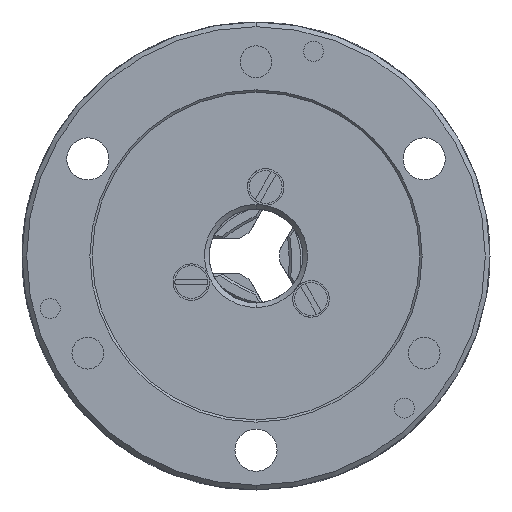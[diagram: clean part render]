
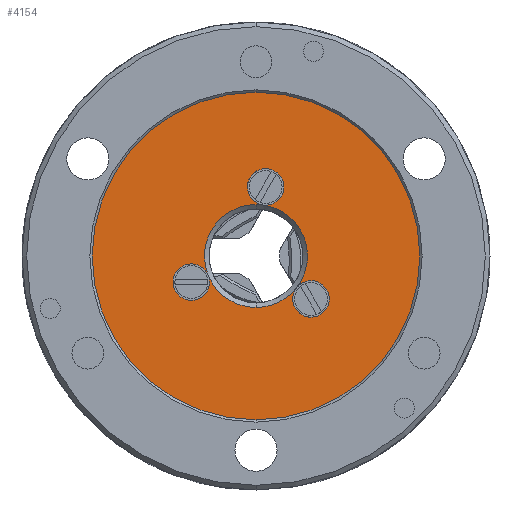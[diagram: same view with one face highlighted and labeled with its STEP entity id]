
A CAD part, front view. The second image highlights one B-rep face of the part: STEP entity #4154.
In plain terms, the highlighted planar face has unit normal (0, -1, 0).
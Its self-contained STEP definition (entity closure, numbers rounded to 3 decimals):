
#34 = CARTESIAN_POINT ( 'NONE',  ( 0., 3., 35. ) ) ;
#105 = DIRECTION ( 'NONE',  ( 0., -1., 0. ) ) ;
#118 = DIRECTION ( 'NONE',  ( 0., 1., 0. ) ) ;
#135 = CARTESIAN_POINT ( 'NONE',  ( 0., 3., 0. ) ) ;
#406 = VERTEX_POINT ( 'NONE', #8323 ) ;
#412 = CIRCLE ( 'NONE', #3046, 11. ) ;
#508 = AXIS2_PLACEMENT_3D ( 'NONE', #1900, #105, #2569 ) ;
#510 = DIRECTION ( 'NONE',  ( 0., -1., 0. ) ) ;
#536 = EDGE_CURVE ( 'NONE', #1194, #9263, #10014, .T. ) ;
#733 = ORIENTED_EDGE ( 'NONE', *, *, #1416, .F. ) ;
#799 = EDGE_CURVE ( 'NONE', #2565, #1194, #8870, .T. ) ;
#805 = CARTESIAN_POINT ( 'NONE',  ( 11.741, 3., -5.273 ) ) ;
#832 = DIRECTION ( 'NONE',  ( 0., 0., -1. ) ) ;
#835 = FACE_OUTER_BOUND ( 'NONE', #1932, .T. ) ;
#836 = EDGE_CURVE ( 'NONE', #3960, #3935, #4452, .T. ) ;
#974 = ORIENTED_EDGE ( 'NONE', *, *, #2994, .F. ) ;
#984 = CIRCLE ( 'NONE', #2139, 3.9 ) ;
#1053 = DIRECTION ( 'NONE',  ( 0., 0., -1. ) ) ;
#1135 = VERTEX_POINT ( 'NONE', #4811 ) ;
#1194 = VERTEX_POINT ( 'NONE', #4436 ) ;
#1235 = CARTESIAN_POINT ( 'NONE',  ( 11.741, 3., -9.173 ) ) ;
#1278 = ORIENTED_EDGE ( 'NONE', *, *, #9851, .F. ) ;
#1289 = DIRECTION ( 'NONE',  ( 0., 0., -1. ) ) ;
#1303 = AXIS2_PLACEMENT_3D ( 'NONE', #3150, #4628, #832 ) ;
#1416 = EDGE_CURVE ( 'NONE', #406, #7263, #3524, .T. ) ;
#1579 = CARTESIAN_POINT ( 'NONE',  ( 2.074, 3., 14.755 ) ) ;
#1654 = ORIENTED_EDGE ( 'NONE', *, *, #9979, .F. ) ;
#1684 = EDGE_CURVE ( 'NONE', #3935, #8891, #9587, .T. ) ;
#1774 = DIRECTION ( 'NONE',  ( 0., 0., -1. ) ) ;
#1785 = DIRECTION ( 'NONE',  ( 0., -1., 0. ) ) ;
#1822 = CARTESIAN_POINT ( 'NONE',  ( 2.074, 3., 10.855 ) ) ;
#1833 = AXIS2_PLACEMENT_3D ( 'NONE', #5803, #8103, #4871 ) ;
#1874 = CARTESIAN_POINT ( 'NONE',  ( 0., 3., 0. ) ) ;
#1900 = CARTESIAN_POINT ( 'NONE',  ( 0., 3., 0. ) ) ;
#1932 = EDGE_LOOP ( 'NONE', ( #2682, #1654 ) ) ;
#1963 = CARTESIAN_POINT ( 'NONE',  ( 0., 3., -11. ) ) ;
#2007 = EDGE_CURVE ( 'NONE', #8891, #9454, #4482, .T. ) ;
#2065 = DIRECTION ( 'NONE',  ( 0., 0., -1. ) ) ;
#2139 = AXIS2_PLACEMENT_3D ( 'NONE', #8135, #5680, #1053 ) ;
#2257 = CARTESIAN_POINT ( 'NONE',  ( 0., 3., -35. ) ) ;
#2281 = ORIENTED_EDGE ( 'NONE', *, *, #3918, .F. ) ;
#2308 = CARTESIAN_POINT ( 'NONE',  ( -13.815, 3., -9.482 ) ) ;
#2565 = VERTEX_POINT ( 'NONE', #1963 ) ;
#2569 = DIRECTION ( 'NONE',  ( 0., 0., -1. ) ) ;
#2603 = CARTESIAN_POINT ( 'NONE',  ( -13.815, 3., -5.582 ) ) ;
#2630 = CIRCLE ( 'NONE', #3292, 3.9 ) ;
#2682 = ORIENTED_EDGE ( 'NONE', *, *, #3865, .F. ) ;
#2686 = ORIENTED_EDGE ( 'NONE', *, *, #1684, .F. ) ;
#2740 = DIRECTION ( 'NONE',  ( 0., 0., -1. ) ) ;
#2742 = EDGE_CURVE ( 'NONE', #9454, #3935, #7273, .T. ) ;
#2994 = EDGE_CURVE ( 'NONE', #9263, #8790, #3523, .T. ) ;
#3046 = AXIS2_PLACEMENT_3D ( 'NONE', #4076, #7208, #2740 ) ;
#3150 = CARTESIAN_POINT ( 'NONE',  ( 2.074, 3., 14.755 ) ) ;
#3258 = ORIENTED_EDGE ( 'NONE', *, *, #2007, .F. ) ;
#3292 = AXIS2_PLACEMENT_3D ( 'NONE', #5737, #7365, #5840 ) ;
#3319 = ORIENTED_EDGE ( 'NONE', *, *, #2742, .F. ) ;
#3461 = CARTESIAN_POINT ( 'NONE',  ( -13.815, 3., -5.582 ) ) ;
#3523 = CIRCLE ( 'NONE', #4826, 3.9 ) ;
#3524 = CIRCLE ( 'NONE', #5630, 3.9 ) ;
#3546 = DIRECTION ( 'NONE',  ( 0., -1., 0. ) ) ;
#3605 = CARTESIAN_POINT ( 'NONE',  ( 1.531, 3., 10.893 ) ) ;
#3648 = ORIENTED_EDGE ( 'NONE', *, *, #8504, .F. ) ;
#3730 = ORIENTED_EDGE ( 'NONE', *, *, #536, .F. ) ;
#3853 = AXIS2_PLACEMENT_3D ( 'NONE', #1874, #6548, #4996 ) ;
#3865 = EDGE_CURVE ( 'NONE', #5303, #9710, #8289, .T. ) ;
#3918 = EDGE_CURVE ( 'NONE', #3935, #2565, #412, .T. ) ;
#3935 = VERTEX_POINT ( 'NONE', #5834 ) ;
#3960 = VERTEX_POINT ( 'NONE', #4389 ) ;
#3966 = DIRECTION ( 'NONE',  ( 0., 0., 1. ) ) ;
#4076 = CARTESIAN_POINT ( 'NONE',  ( 0., 3., 0. ) ) ;
#4139 = DIRECTION ( 'NONE',  ( 0., 0., -1. ) ) ;
#4154 = ADVANCED_FACE ( 'NONE', ( #8019, #835 ), #6432, .F. ) ;
#4165 = AXIS2_PLACEMENT_3D ( 'NONE', #7422, #4293, #4139 ) ;
#4293 = DIRECTION ( 'NONE',  ( 0., -1., 0. ) ) ;
#4318 = EDGE_LOOP ( 'NONE', ( #5818, #5351, #2281, #3319, #3258, #2686, #4626, #1278, #9687, #9895, #974, #3730, #3648, #733 ) ) ;
#4389 = CARTESIAN_POINT ( 'NONE',  ( 0., 3., 11. ) ) ;
#4436 = CARTESIAN_POINT ( 'NONE',  ( 8.668, 3., -6.772 ) ) ;
#4452 = CIRCLE ( 'NONE', #508, 11. ) ;
#4482 = CIRCLE ( 'NONE', #5644, 3.9 ) ;
#4626 = ORIENTED_EDGE ( 'NONE', *, *, #836, .F. ) ;
#4628 = DIRECTION ( 'NONE',  ( 0., -1., 0. ) ) ;
#4811 = CARTESIAN_POINT ( 'NONE',  ( 2.074, 3., 18.655 ) ) ;
#4826 = AXIS2_PLACEMENT_3D ( 'NONE', #1579, #8653, #5417 ) ;
#4871 = DIRECTION ( 'NONE',  ( 0., 0., -1. ) ) ;
#4903 = CIRCLE ( 'NONE', #5740, 35. ) ;
#4996 = DIRECTION ( 'NONE',  ( 0., 0., -1. ) ) ;
#5156 = DIRECTION ( 'NONE',  ( 0., 1., 0. ) ) ;
#5168 = DIRECTION ( 'NONE',  ( 0., -1., 0. ) ) ;
#5215 = AXIS2_PLACEMENT_3D ( 'NONE', #135, #1785, #7216 ) ;
#5303 = VERTEX_POINT ( 'NONE', #2257 ) ;
#5351 = ORIENTED_EDGE ( 'NONE', *, *, #799, .F. ) ;
#5417 = DIRECTION ( 'NONE',  ( 0., 0., -1. ) ) ;
#5583 = AXIS2_PLACEMENT_3D ( 'NONE', #9101, #510, #2065 ) ;
#5630 = AXIS2_PLACEMENT_3D ( 'NONE', #1235, #3546, #1289 ) ;
#5644 = AXIS2_PLACEMENT_3D ( 'NONE', #3461, #6542, #1774 ) ;
#5680 = DIRECTION ( 'NONE',  ( 0., -1., 0. ) ) ;
#5731 = CIRCLE ( 'NONE', #5215, 11. ) ;
#5737 = CARTESIAN_POINT ( 'NONE',  ( 11.741, 3., -9.173 ) ) ;
#5740 = AXIS2_PLACEMENT_3D ( 'NONE', #7419, #5156, #9074 ) ;
#5757 = CIRCLE ( 'NONE', #1303, 3.9 ) ;
#5803 = CARTESIAN_POINT ( 'NONE',  ( 0., 3., 0. ) ) ;
#5818 = ORIENTED_EDGE ( 'NONE', *, *, #7122, .F. ) ;
#5834 = CARTESIAN_POINT ( 'NONE',  ( -10.199, 3., -4.121 ) ) ;
#5840 = DIRECTION ( 'NONE',  ( 0., 0., -1. ) ) ;
#5954 = CARTESIAN_POINT ( 'NONE',  ( 11.741, 3., -9.173 ) ) ;
#6432 = PLANE ( 'NONE',  #6657 ) ;
#6457 = AXIS2_PLACEMENT_3D ( 'NONE', #2603, #7268, #8769 ) ;
#6542 = DIRECTION ( 'NONE',  ( 0., -1., 0. ) ) ;
#6548 = DIRECTION ( 'NONE',  ( 0., 1., 0. ) ) ;
#6657 = AXIS2_PLACEMENT_3D ( 'NONE', #7092, #118, #3966 ) ;
#6699 = AXIS2_PLACEMENT_3D ( 'NONE', #5954, #5168, #7533 ) ;
#7092 = CARTESIAN_POINT ( 'NONE',  ( -35.42, 3., -35.42 ) ) ;
#7122 = EDGE_CURVE ( 'NONE', #1194, #406, #10152, .T. ) ;
#7208 = DIRECTION ( 'NONE',  ( 0., -1., 0. ) ) ;
#7216 = DIRECTION ( 'NONE',  ( 0., 0., -1. ) ) ;
#7263 = VERTEX_POINT ( 'NONE', #805 ) ;
#7268 = DIRECTION ( 'NONE',  ( 0., -1., 0. ) ) ;
#7273 = CIRCLE ( 'NONE', #4165, 3.9 ) ;
#7365 = DIRECTION ( 'NONE',  ( 0., -1., 0. ) ) ;
#7419 = CARTESIAN_POINT ( 'NONE',  ( 0., 3., 0. ) ) ;
#7422 = CARTESIAN_POINT ( 'NONE',  ( -13.815, 3., -5.582 ) ) ;
#7533 = DIRECTION ( 'NONE',  ( 0., 0., -1. ) ) ;
#7642 = EDGE_CURVE ( 'NONE', #1135, #9263, #5757, .T. ) ;
#8019 = FACE_BOUND ( 'NONE', #4318, .T. ) ;
#8103 = DIRECTION ( 'NONE',  ( 0., -1., 0. ) ) ;
#8135 = CARTESIAN_POINT ( 'NONE',  ( 2.074, 3., 14.755 ) ) ;
#8289 = CIRCLE ( 'NONE', #3853, 35. ) ;
#8323 = CARTESIAN_POINT ( 'NONE',  ( 11.741, 3., -13.073 ) ) ;
#8432 = CARTESIAN_POINT ( 'NONE',  ( -13.815, 3., -1.682 ) ) ;
#8455 = EDGE_CURVE ( 'NONE', #8790, #1135, #984, .T. ) ;
#8504 = EDGE_CURVE ( 'NONE', #7263, #1194, #2630, .T. ) ;
#8653 = DIRECTION ( 'NONE',  ( 0., -1., 0. ) ) ;
#8769 = DIRECTION ( 'NONE',  ( 0., 0., -1. ) ) ;
#8790 = VERTEX_POINT ( 'NONE', #1822 ) ;
#8870 = CIRCLE ( 'NONE', #1833, 11. ) ;
#8891 = VERTEX_POINT ( 'NONE', #8432 ) ;
#9074 = DIRECTION ( 'NONE',  ( 0., 0., -1. ) ) ;
#9101 = CARTESIAN_POINT ( 'NONE',  ( 0., 3., 0. ) ) ;
#9263 = VERTEX_POINT ( 'NONE', #3605 ) ;
#9454 = VERTEX_POINT ( 'NONE', #2308 ) ;
#9587 = CIRCLE ( 'NONE', #6457, 3.9 ) ;
#9687 = ORIENTED_EDGE ( 'NONE', *, *, #7642, .F. ) ;
#9710 = VERTEX_POINT ( 'NONE', #34 ) ;
#9851 = EDGE_CURVE ( 'NONE', #9263, #3960, #5731, .T. ) ;
#9895 = ORIENTED_EDGE ( 'NONE', *, *, #8455, .F. ) ;
#9979 = EDGE_CURVE ( 'NONE', #9710, #5303, #4903, .T. ) ;
#10014 = CIRCLE ( 'NONE', #5583, 11. ) ;
#10152 = CIRCLE ( 'NONE', #6699, 3.9 ) ;
